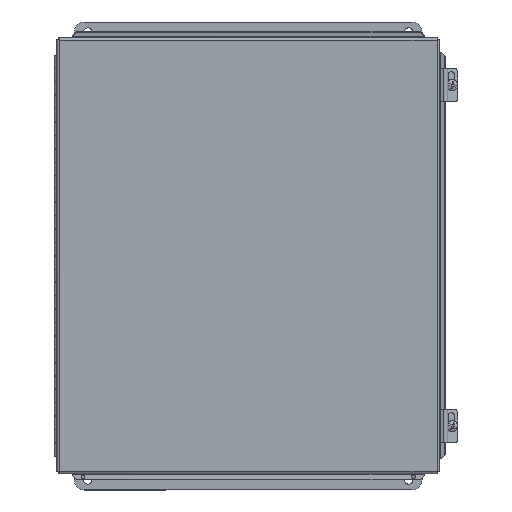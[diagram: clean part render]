
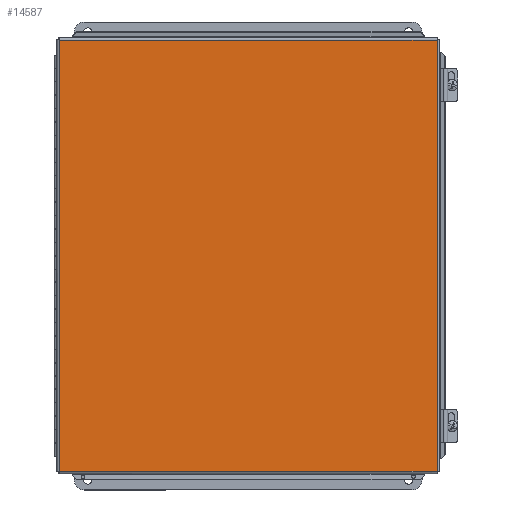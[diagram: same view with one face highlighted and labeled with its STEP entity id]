
A CAD part, top view. The second image highlights one B-rep face of the part: STEP entity #14587.
In plain terms, the highlighted face is planar.
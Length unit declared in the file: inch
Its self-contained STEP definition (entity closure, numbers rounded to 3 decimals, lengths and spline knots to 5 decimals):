
#13906=CARTESIAN_POINT('',(14.21675,0.09325,0.));
#13907=VERTEX_POINT('',#13906);
#13918=CARTESIAN_POINT('',(14.21675,16.21675,0.));
#13919=VERTEX_POINT('',#13918);
#13920=CARTESIAN_POINT('',(14.21675,16.21675,0.));
#13921=DIRECTION('',(0.0,-1.0,0.0));
#13922=VECTOR('',#13921,16.1235);
#13923=LINE('',#13920,#13922);
#13924=EDGE_CURVE('',#13919,#13907,#13923,.T.);
#14084=CARTESIAN_POINT('',(0.09325,0.09325,0.));
#14085=VERTEX_POINT('',#14084);
#14096=CARTESIAN_POINT('',(14.21675,0.09325,0.));
#14097=DIRECTION('',(-1.0,0.0,0.0));
#14098=VECTOR('',#14097,14.1235);
#14099=LINE('',#14096,#14098);
#14100=EDGE_CURVE('',#13907,#14085,#14099,.T.);
#14253=CARTESIAN_POINT('',(0.09325,16.21675,0.));
#14254=VERTEX_POINT('',#14253);
#14265=CARTESIAN_POINT('',(0.09325,0.09325,0.));
#14266=DIRECTION('',(0.0,1.0,0.0));
#14267=VECTOR('',#14266,16.1235);
#14268=LINE('',#14265,#14267);
#14269=EDGE_CURVE('',#14085,#14254,#14268,.T.);
#14432=CARTESIAN_POINT('',(0.09325,16.21675,0.));
#14433=DIRECTION('',(1.0,0.0,0.0));
#14434=VECTOR('',#14433,14.1235);
#14435=LINE('',#14432,#14434);
#14436=EDGE_CURVE('',#14254,#13919,#14435,.T.);
#14576=CARTESIAN_POINT('',(7.155,8.155,0.));
#14577=DIRECTION('',(0.0,0.0,1.0));
#14578=DIRECTION('',(1.0,0.0,0.0));
#14579=AXIS2_PLACEMENT_3D('',#14576,#14577,#14578);
#14580=PLANE('',#14579);
#14581=ORIENTED_EDGE('',*,*,#13924,.T.);
#14582=ORIENTED_EDGE('',*,*,#14100,.T.);
#14583=ORIENTED_EDGE('',*,*,#14269,.T.);
#14584=ORIENTED_EDGE('',*,*,#14436,.T.);
#14585=EDGE_LOOP('',(#14581,#14582,#14583,#14584));
#14586=FACE_OUTER_BOUND('',#14585,.T.);
#14587=ADVANCED_FACE('',(#14586),#14580,.F.);
